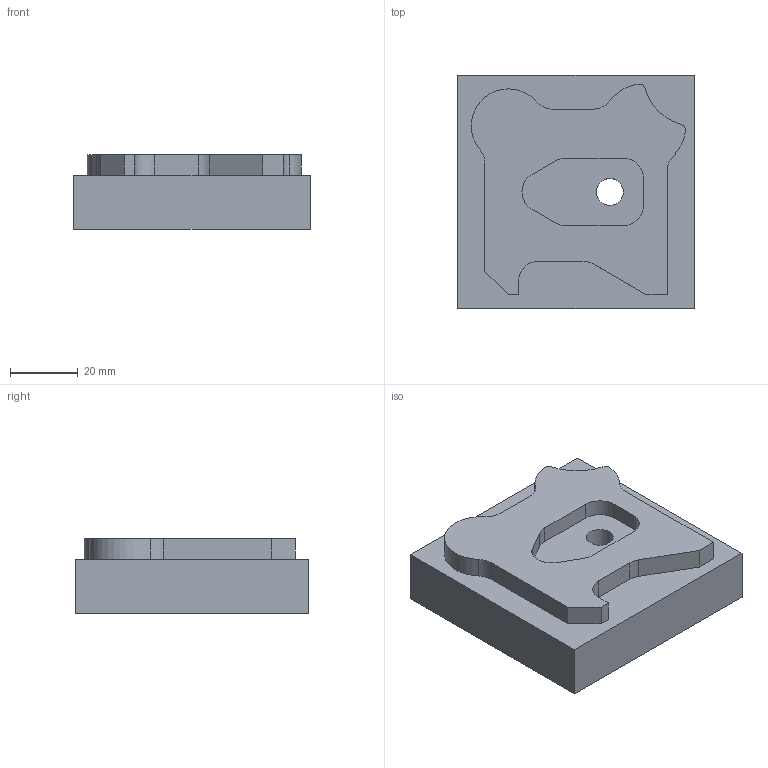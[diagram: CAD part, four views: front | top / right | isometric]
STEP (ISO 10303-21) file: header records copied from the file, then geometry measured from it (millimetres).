
FILE_DESCRIPTION(/* description */ (''),/* implementation_level */ '2;1');
FILE_NAME(/* name */ '마스터캠 2D가공 작업 023.stp',/* time_stamp */ '2022-06-19T12:26:08+09:00',/* author */ (''),/* organization */ (''),/* preprocessor_version */ 'ST-DEVELOPER v16',/* originating_system */ 'SIEMENS PLM Software NX 10.0',/* authorisation */ '');
FILE_SCHEMA (('CONFIG_CONTROL_DESIGN'));
Length unit declared in the file: millimetre
Products named in the file (1): 마스터캠 2D가공 작업 
023
Bounding box: 70 x 69 x 22 mm (x, y, z)
Volume: 90718.7 mm3; surface area: 16363.7 mm2
Topology: 1 solids, 1 shells, 40 faces, 108 edges, 72 vertices
Faces by surface type: plane 22, cylinder 18
Full cylindrical faces by diameter (mm): 8 x1
Entity records: 1351 total; most frequent: DIRECTION 225, CARTESIAN_POINT 220, ORIENTED_EDGE 214, EDGE_CURVE 107, AXIS2_PLACEMENT_3D 77, VERTEX_POINT 72, LINE 71, VECTOR 71
